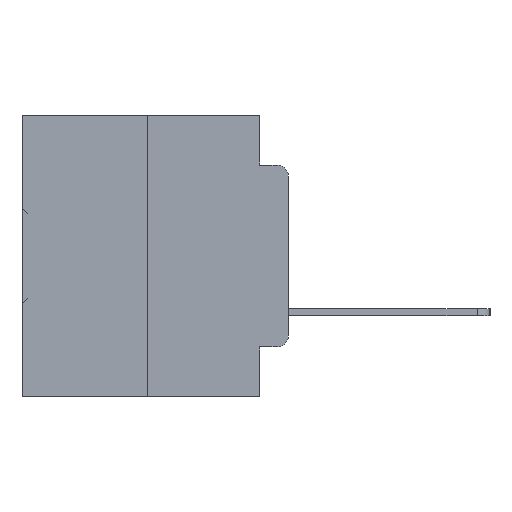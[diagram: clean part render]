
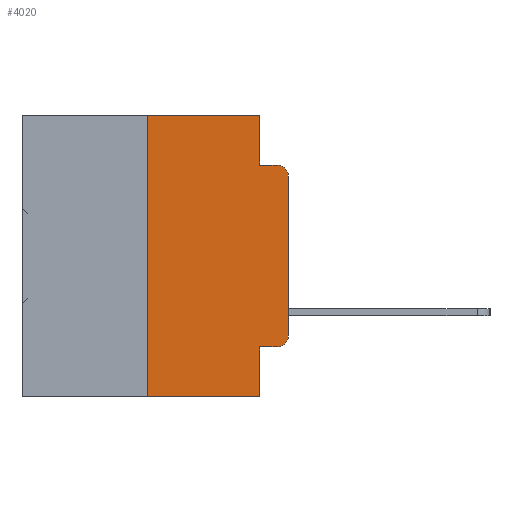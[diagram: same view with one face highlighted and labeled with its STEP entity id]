
A CAD part, left-side view. The second image highlights one B-rep face of the part: STEP entity #4020.
In plain terms, the highlighted planar face has unit normal (-1, 0, 0).
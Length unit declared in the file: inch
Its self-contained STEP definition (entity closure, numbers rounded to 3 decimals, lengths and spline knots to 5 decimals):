
#232 = EDGE_CURVE ( 'NONE', #34326, #4052, #10841, .T. ) ;
#375 = CARTESIAN_POINT ( 'NONE',  ( 0., 0.02, -0.4115 ) ) ;
#2580 = CARTESIAN_POINT ( 'NONE',  ( 0., 0.051, 0. ) ) ;
#2731 = AXIS2_PLACEMENT_3D ( 'NONE', #22815, #29914, #13719 ) ;
#2755 = DIRECTION ( 'NONE',  ( 0., -1., 0. ) ) ;
#2891 = VECTOR ( 'NONE', #27318, 39.37008 ) ;
#3625 = DIRECTION ( 'NONE',  ( 0., 0., -1. ) ) ;
#4020 = ADVANCED_FACE ( 'NONE', ( #17811 ), #17318, .F. ) ;
#4052 = VERTEX_POINT ( 'NONE', #11755 ) ;
#4895 = CARTESIAN_POINT ( 'NONE',  ( 0., 0.473, 0. ) ) ;
#5351 = DIRECTION ( 'NONE',  ( 0., 0., -1. ) ) ;
#5520 = VERTEX_POINT ( 'NONE', #375 ) ;
#5617 = VECTOR ( 'NONE', #3625, 39.37008 ) ;
#6195 = LINE ( 'NONE', #30152, #34200 ) ;
#6730 = CARTESIAN_POINT ( 'NONE',  ( 0., 0., -0.3915 ) ) ;
#6877 = VERTEX_POINT ( 'NONE', #34581 ) ;
#7178 = ORIENTED_EDGE ( 'NONE', *, *, #19438, .F. ) ;
#8870 = ORIENTED_EDGE ( 'NONE', *, *, #34207, .T. ) ;
#9409 = ORIENTED_EDGE ( 'NONE', *, *, #29276, .T. ) ;
#10206 = VECTOR ( 'NONE', #2755, 39.37008 ) ;
#10230 = LINE ( 'NONE', #32492, #2891 ) ;
#10763 = VERTEX_POINT ( 'NONE', #16774 ) ;
#10841 = LINE ( 'NONE', #25960, #18181 ) ;
#11528 = LINE ( 'NONE', #15572, #25237 ) ;
#11553 = ORIENTED_EDGE ( 'NONE', *, *, #12017, .F. ) ;
#11604 = ORIENTED_EDGE ( 'NONE', *, *, #232, .F. ) ;
#11755 = CARTESIAN_POINT ( 'NONE',  ( 0., 0.25, 0. ) ) ;
#11776 = LINE ( 'NONE', #13741, #10206 ) ;
#12017 = EDGE_CURVE ( 'NONE', #10763, #21891, #24622, .T. ) ;
#13719 = DIRECTION ( 'NONE',  ( 0., 0., -1. ) ) ;
#13741 = CARTESIAN_POINT ( 'NONE',  ( 0., 0.473, -0.5 ) ) ;
#13829 = LINE ( 'NONE', #25590, #5617 ) ;
#13953 = DIRECTION ( 'NONE',  ( 0., 0., 1. ) ) ;
#14350 = DIRECTION ( 'NONE',  ( -1., 0., 0. ) ) ;
#14485 = EDGE_LOOP ( 'NONE', ( #20181, #9409, #7178, #33088, #22552, #11604, #8870, #11553, #20415, #17197 ) ) ;
#15487 = LINE ( 'NONE', #4895, #21953 ) ;
#15572 = CARTESIAN_POINT ( 'NONE',  ( 0., 0.051, -0.0885 ) ) ;
#15884 = DIRECTION ( 'NONE',  ( -1., 0., 0. ) ) ;
#16123 = CARTESIAN_POINT ( 'NONE',  ( 0., 0., -0.1085 ) ) ;
#16523 = AXIS2_PLACEMENT_3D ( 'NONE', #30538, #14350, #33208 ) ;
#16774 = CARTESIAN_POINT ( 'NONE',  ( 0., 0.051, -0.4115 ) ) ;
#17113 = CARTESIAN_POINT ( 'NONE',  ( 0., 0.051, -0.5 ) ) ;
#17197 = ORIENTED_EDGE ( 'NONE', *, *, #29629, .T. ) ;
#17318 = PLANE ( 'NONE',  #2731 ) ;
#17811 = FACE_OUTER_BOUND ( 'NONE', #14485, .T. ) ;
#17825 = EDGE_CURVE ( 'NONE', #6877, #18703, #13829, .T. ) ;
#18181 = VECTOR ( 'NONE', #32419, 39.37008 ) ;
#18353 = DIRECTION ( 'NONE',  ( 0., -1., 0. ) ) ;
#18615 = CARTESIAN_POINT ( 'NONE',  ( 0., 0.051, -0.0885 ) ) ;
#18703 = VERTEX_POINT ( 'NONE', #18615 ) ;
#19059 = CIRCLE ( 'NONE', #16523, 0.02 ) ;
#19438 = EDGE_CURVE ( 'NONE', #18703, #32110, #11528, .T. ) ;
#20181 = ORIENTED_EDGE ( 'NONE', *, *, #24144, .T. ) ;
#20415 = ORIENTED_EDGE ( 'NONE', *, *, #27458, .T. ) ;
#20615 = VERTEX_POINT ( 'NONE', #6730 ) ;
#21630 = CIRCLE ( 'NONE', #30315, 0.02 ) ;
#21891 = VERTEX_POINT ( 'NONE', #17113 ) ;
#21953 = VECTOR ( 'NONE', #26914, 39.37008 ) ;
#22552 = ORIENTED_EDGE ( 'NONE', *, *, #26442, .F. ) ;
#22815 = CARTESIAN_POINT ( 'NONE',  ( 0., 0.473, 0. ) ) ;
#23775 = VECTOR ( 'NONE', #5351, 39.37008 ) ;
#24144 = EDGE_CURVE ( 'NONE', #20615, #27876, #6195, .T. ) ;
#24622 = LINE ( 'NONE', #2580, #23775 ) ;
#25237 = VECTOR ( 'NONE', #18353, 39.37008 ) ;
#25590 = CARTESIAN_POINT ( 'NONE',  ( 0., 0.051, 0. ) ) ;
#25960 = CARTESIAN_POINT ( 'NONE',  ( 0., 0.25, 0. ) ) ;
#26442 = EDGE_CURVE ( 'NONE', #4052, #6877, #15487, .T. ) ;
#26914 = DIRECTION ( 'NONE',  ( 0., -1., 0. ) ) ;
#27318 = DIRECTION ( 'NONE',  ( 0., -1., 0. ) ) ;
#27458 = EDGE_CURVE ( 'NONE', #10763, #5520, #10230, .T. ) ;
#27876 = VERTEX_POINT ( 'NONE', #16123 ) ;
#28695 = CARTESIAN_POINT ( 'NONE',  ( 0., 0.02, -0.0885 ) ) ;
#29276 = EDGE_CURVE ( 'NONE', #27876, #32110, #19059, .T. ) ;
#29629 = EDGE_CURVE ( 'NONE', #5520, #20615, #21630, .T. ) ;
#29914 = DIRECTION ( 'NONE',  ( 1., 0., 0. ) ) ;
#30152 = CARTESIAN_POINT ( 'NONE',  ( 0., 0., 0. ) ) ;
#30315 = AXIS2_PLACEMENT_3D ( 'NONE', #32004, #15884, #34711 ) ;
#30538 = CARTESIAN_POINT ( 'NONE',  ( 0., 0.02, -0.1085 ) ) ;
#32004 = CARTESIAN_POINT ( 'NONE',  ( 0., 0.02, -0.3915 ) ) ;
#32110 = VERTEX_POINT ( 'NONE', #28695 ) ;
#32419 = DIRECTION ( 'NONE',  ( 0., 0., 1. ) ) ;
#32492 = CARTESIAN_POINT ( 'NONE',  ( 0., 0.051, -0.4115 ) ) ;
#33069 = CARTESIAN_POINT ( 'NONE',  ( 0., 0.25, -0.5 ) ) ;
#33088 = ORIENTED_EDGE ( 'NONE', *, *, #17825, .F. ) ;
#33208 = DIRECTION ( 'NONE',  ( 0., 0., -1. ) ) ;
#34200 = VECTOR ( 'NONE', #13953, 39.37008 ) ;
#34207 = EDGE_CURVE ( 'NONE', #34326, #21891, #11776, .T. ) ;
#34326 = VERTEX_POINT ( 'NONE', #33069 ) ;
#34581 = CARTESIAN_POINT ( 'NONE',  ( 0., 0.051, 0. ) ) ;
#34711 = DIRECTION ( 'NONE',  ( 0., 0., -1. ) ) ;
